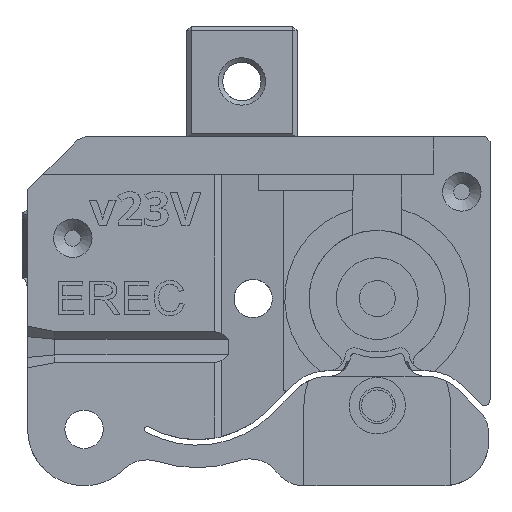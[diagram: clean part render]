
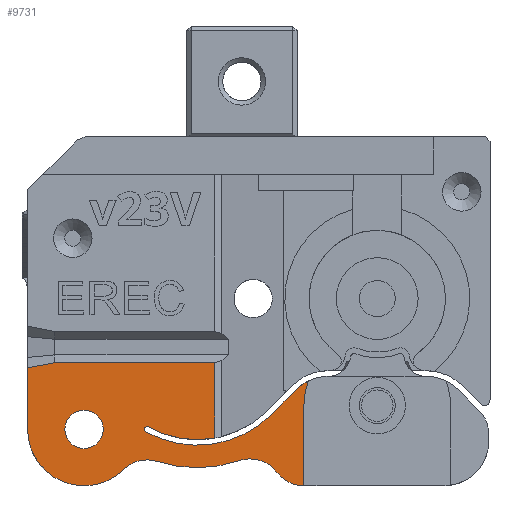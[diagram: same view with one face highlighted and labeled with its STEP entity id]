
A CAD part, front view. The second image highlights one B-rep face of the part: STEP entity #9731.
In plain terms, the highlighted planar face has unit normal (0, -1, 0).
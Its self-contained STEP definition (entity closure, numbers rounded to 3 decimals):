
#336=FACE_BOUND('',#1879,.T.);
#1305=FACE_OUTER_BOUND('',#1878,.T.);
#1878=EDGE_LOOP('',(#8336,#8337,#8338,#8339,#8340,#8341,#8342,#8343,#8344,
#8345,#8346,#8347,#8348,#8349,#8350,#8351));
#1879=EDGE_LOOP('',(#8352));
#2016=CIRCLE('',#9879,4.);
#2030=CIRCLE('',#9903,6.5);
#2036=CIRCLE('',#9930,3.);
#2038=CIRCLE('',#9935,3.);
#2040=CIRCLE('',#9938,11.335);
#2042=CIRCLE('',#9941,3.);
#2044=CIRCLE('',#9944,5.);
#2046=CIRCLE('',#9947,0.243);
#2048=CIRCLE('',#9950,9.335);
#2111=CIRCLE('',#10106,1.7);
#2134=CIRCLE('',#10180,8.849);
#2200=LINE('',#12399,#3015);
#2214=LINE('',#12433,#3029);
#2806=LINE('',#20372,#3621);
#2807=LINE('',#20373,#3622);
#2808=LINE('',#20375,#3623);
#2809=LINE('',#20376,#3624);
#3015=VECTOR('',#10519,1000.);
#3029=VECTOR('',#10555,1000.);
#3621=VECTOR('',#11895,1000.);
#3622=VECTOR('',#11896,1000.);
#3623=VECTOR('',#11897,1000.);
#3624=VECTOR('',#11898,1000.);
#3836=VERTEX_POINT('',#12333);
#3837=VERTEX_POINT('',#12335);
#3855=VERTEX_POINT('',#12394);
#3856=VERTEX_POINT('',#12398);
#3865=VERTEX_POINT('',#12431);
#3873=VERTEX_POINT('',#12462);
#3876=VERTEX_POINT('',#12473);
#3878=VERTEX_POINT('',#12479);
#3880=VERTEX_POINT('',#12485);
#3882=VERTEX_POINT('',#12491);
#3885=VERTEX_POINT('',#12498);
#3886=VERTEX_POINT('',#12500);
#4240=VERTEX_POINT('',#17351);
#4326=VERTEX_POINT('',#18727);
#4545=VERTEX_POINT('',#20370);
#4546=VERTEX_POINT('',#20371);
#4547=VERTEX_POINT('',#20374);
#4757=EDGE_CURVE('',#3836,#3837,#2016,.T.);
#4789=EDGE_CURVE('',#3855,#3837,#2030,.T.);
#4790=EDGE_CURVE('',#3856,#3855,#2200,.T.);
#4808=EDGE_CURVE('',#3865,#3836,#2214,.T.);
#4822=EDGE_CURVE('',#3873,#3856,#2036,.T.);
#4827=EDGE_CURVE('',#3876,#3873,#2038,.T.);
#4830=EDGE_CURVE('',#3878,#3876,#2040,.T.);
#4833=EDGE_CURVE('',#3880,#3878,#2042,.T.);
#4836=EDGE_CURVE('',#3882,#3880,#2044,.T.);
#4840=EDGE_CURVE('',#3886,#3885,#2046,.T.);
#4843=EDGE_CURVE('',#3865,#3886,#2048,.T.);
#5393=EDGE_CURVE('',#4240,#4240,#2111,.T.);
#5553=EDGE_CURVE('',#3885,#4326,#2134,.T.);
#5905=EDGE_CURVE('',#4545,#4546,#2806,.T.);
#5906=EDGE_CURVE('',#3882,#4545,#2807,.T.);
#5907=EDGE_CURVE('',#4547,#4326,#2808,.T.);
#5908=EDGE_CURVE('',#4546,#4547,#2809,.T.);
#8336=ORIENTED_EDGE('',*,*,#5905,.F.);
#8337=ORIENTED_EDGE('',*,*,#5906,.F.);
#8338=ORIENTED_EDGE('',*,*,#4836,.T.);
#8339=ORIENTED_EDGE('',*,*,#4833,.T.);
#8340=ORIENTED_EDGE('',*,*,#4830,.T.);
#8341=ORIENTED_EDGE('',*,*,#4827,.T.);
#8342=ORIENTED_EDGE('',*,*,#4822,.T.);
#8343=ORIENTED_EDGE('',*,*,#4790,.T.);
#8344=ORIENTED_EDGE('',*,*,#4789,.T.);
#8345=ORIENTED_EDGE('',*,*,#4757,.F.);
#8346=ORIENTED_EDGE('',*,*,#4808,.F.);
#8347=ORIENTED_EDGE('',*,*,#4843,.T.);
#8348=ORIENTED_EDGE('',*,*,#4840,.T.);
#8349=ORIENTED_EDGE('',*,*,#5553,.T.);
#8350=ORIENTED_EDGE('',*,*,#5907,.F.);
#8351=ORIENTED_EDGE('',*,*,#5908,.F.);
#8352=ORIENTED_EDGE('',*,*,#5393,.F.);
#9213=PLANE('',#10289);
#9731=ADVANCED_FACE('',(#1305,#336),#9213,.F.);
#9879=AXIS2_PLACEMENT_3D('',#12336,#10449,#10450);
#9903=AXIS2_PLACEMENT_3D('',#12396,#10515,#10516);
#9930=AXIS2_PLACEMENT_3D('',#12463,#10591,#10592);
#9935=AXIS2_PLACEMENT_3D('',#12474,#10604,#10605);
#9938=AXIS2_PLACEMENT_3D('',#12480,#10611,#10612);
#9941=AXIS2_PLACEMENT_3D('',#12486,#10618,#10619);
#9944=AXIS2_PLACEMENT_3D('',#12492,#10625,#10626);
#9947=AXIS2_PLACEMENT_3D('',#12501,#10633,#10634);
#9950=AXIS2_PLACEMENT_3D('',#12505,#10640,#10641);
#10106=AXIS2_PLACEMENT_3D('',#17352,#11236,#11237);
#10180=AXIS2_PLACEMENT_3D('',#18730,#11462,#11463);
#10289=AXIS2_PLACEMENT_3D('',#20369,#11893,#11894);
#10449=DIRECTION('center_axis',(0.,1.,0.));
#10450=DIRECTION('ref_axis',(-0.707,0.,0.707));
#10515=DIRECTION('center_axis',(0.,1.,0.));
#10516=DIRECTION('ref_axis',(-1.,0.,0.));
#10519=DIRECTION('',(0.,0.,1.));
#10555=DIRECTION('',(0.707,0.,0.707));
#10591=DIRECTION('center_axis',(0.,-1.,0.));
#10592=DIRECTION('ref_axis',(-0.798,0.,-0.603));
#10604=DIRECTION('center_axis',(0.,1.,0.));
#10605=DIRECTION('ref_axis',(0.798,0.,0.603));
#10611=DIRECTION('center_axis',(0.,-1.,0.));
#10612=DIRECTION('ref_axis',(-0.488,0.,-0.873));
#10618=DIRECTION('center_axis',(0.,1.,0.));
#10619=DIRECTION('ref_axis',(0.308,0.,0.951));
#10625=DIRECTION('center_axis',(0.,-1.,0.));
#10626=DIRECTION('ref_axis',(0.,0.,
1.));
#10633=DIRECTION('center_axis',(0.,1.,0.));
#10634=DIRECTION('ref_axis',(0.488,0.,0.873));
#10640=DIRECTION('center_axis',(0.,1.,0.));
#10641=DIRECTION('ref_axis',(-0.488,0.,-0.873));
#11236=DIRECTION('center_axis',(0.,-1.,0.));
#11237=DIRECTION('ref_axis',(0.,0.,
1.));
#11462=DIRECTION('center_axis',(0.,-1.,0.));
#11463=DIRECTION('ref_axis',(-0.488,0.,-0.873));
#11893=DIRECTION('center_axis',(0.,1.,0.));
#11894=DIRECTION('ref_axis',(1.,0.,0.));
#11895=DIRECTION('',(0.982,0.,0.189));
#11896=DIRECTION('',(0.,0.,1.));
#11897=DIRECTION('',(0.,0.,-1.));
#11898=DIRECTION('',(1.,0.,0.));
#12333=CARTESIAN_POINT('',(233.878,-145.075,17.378));
#12335=CARTESIAN_POINT('',(234.927,-145.075,18.132));
#12336=CARTESIAN_POINT('Origin',(236.707,-145.075,14.55));
#12394=CARTESIAN_POINT('',(234.55,-145.075,15.95));
#12396=CARTESIAN_POINT('Origin',(241.05,-145.075,15.95));
#12398=CARTESIAN_POINT('',(234.55,-145.075,8.85));
#12399=CARTESIAN_POINT('',(234.55,-145.075,11.05));
#12431=CARTESIAN_POINT('',(231.684,-145.075,15.184));
#12433=CARTESIAN_POINT('',(239.114,-145.075,22.614));
#12462=CARTESIAN_POINT('',(232.156,-145.075,10.042));
#12463=CARTESIAN_POINT('Origin',(234.55,-145.075,11.85));
#12473=CARTESIAN_POINT('',(228.783,-145.075,11.07));
#12474=CARTESIAN_POINT('Origin',(229.762,-145.075,8.234));
#12479=CARTESIAN_POINT('',(221.587,-145.075,11.002));
#12480=CARTESIAN_POINT('Origin',(225.083,-145.075,21.784));
#12485=CARTESIAN_POINT('',(218.557,-145.075,10.286));
#12486=CARTESIAN_POINT('Origin',(220.662,-145.075,8.148));
#12491=CARTESIAN_POINT('',(210.05,-145.075,13.85));
#12492=CARTESIAN_POINT('Origin',(215.05,-145.075,13.85));
#12498=CARTESIAN_POINT('',(220.762,-145.075,14.062));
#12500=CARTESIAN_POINT('',(220.524,-145.075,13.638));
#12501=CARTESIAN_POINT('Origin',(220.643,-145.075,13.85));
#12505=CARTESIAN_POINT('Origin',(225.083,-145.075,21.784));
#17351=CARTESIAN_POINT('',(215.05,-145.075,12.15));
#17352=CARTESIAN_POINT('Origin',(215.05,-145.075,13.85));
#18727=CARTESIAN_POINT('',(226.65,-145.075,13.075));
#18730=CARTESIAN_POINT('Origin',(225.083,-145.075,21.784));
#20369=CARTESIAN_POINT('Origin',(252.05,-145.075,21.15));
#20370=CARTESIAN_POINT('',(210.05,-145.075,19.302));
#20371=CARTESIAN_POINT('',(212.45,-145.075,19.764));
#20372=CARTESIAN_POINT('',(231.507,-145.075,23.432));
#20373=CARTESIAN_POINT('',(210.05,-145.075,21.15));
#20374=CARTESIAN_POINT('',(226.65,-145.075,19.764));
#20375=CARTESIAN_POINT('',(226.65,-145.075,21.15));
#20376=CARTESIAN_POINT('',(210.05,-145.075,19.764));
